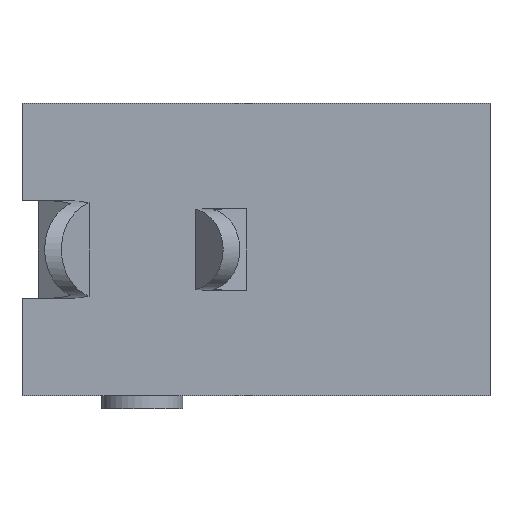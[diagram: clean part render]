
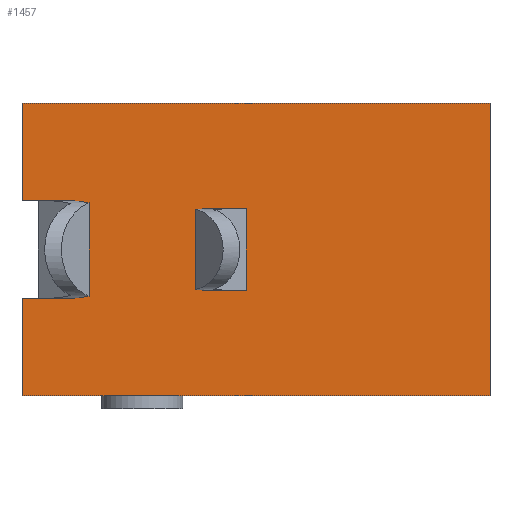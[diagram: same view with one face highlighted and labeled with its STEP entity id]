
A CAD part, front view. The second image highlights one B-rep face of the part: STEP entity #1457.
In plain terms, the highlighted planar face has unit normal (0, -1, 0).
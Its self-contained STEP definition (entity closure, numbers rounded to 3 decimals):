
#4 = CARTESIAN_POINT ( 'NONE',  ( 0., -6.5, 4.5 ) ) ;
#10 = DIRECTION ( 'NONE',  ( 1., 0., 0. ) ) ;
#13 = CARTESIAN_POINT ( 'NONE',  ( 0., -6.5, 4.5 ) ) ;
#63 = CARTESIAN_POINT ( 'NONE',  ( 0., -6.5, -4.5 ) ) ;
#119 = VERTEX_POINT ( 'NONE', #739 ) ;
#141 = EDGE_CURVE ( 'NONE', #119, #747, #951, .T. ) ;
#146 = CARTESIAN_POINT ( 'NONE',  ( -13.9, -6.5, 1.5 ) ) ;
#176 = ORIENTED_EDGE ( 'NONE', *, *, #141, .T. ) ;
#207 = ORIENTED_EDGE ( 'NONE', *, *, #1812, .T. ) ;
#232 = CARTESIAN_POINT ( 'NONE',  ( -14.4, -6.5, 1.5 ) ) ;
#264 = AXIS2_PLACEMENT_3D ( 'NONE', #146, #1832, #1275 ) ;
#298 = VECTOR ( 'NONE', #1225, 1000. ) ;
#312 = LINE ( 'NONE', #979, #1534 ) ;
#337 = VECTOR ( 'NONE', #344, 1000. ) ;
#343 = LINE ( 'NONE', #918, #1031 ) ;
#344 = DIRECTION ( 'NONE',  ( 0., 0., -1. ) ) ;
#367 = FACE_OUTER_BOUND ( 'NONE', #1921, .T. ) ;
#384 = LINE ( 'NONE', #501, #337 ) ;
#438 = LINE ( 'NONE', #942, #1693 ) ;
#480 = VERTEX_POINT ( 'NONE', #1792 ) ;
#493 = CARTESIAN_POINT ( 'NONE',  ( -13.5, -6.5, 1.5 ) ) ;
#501 = CARTESIAN_POINT ( 'NONE',  ( -14.4, -6.5, 4.5 ) ) ;
#561 = DIRECTION ( 'NONE',  ( -1., 0., 0. ) ) ;
#584 = ORIENTED_EDGE ( 'NONE', *, *, #1264, .T. ) ;
#663 = DIRECTION ( 'NONE',  ( 1., 0., 0. ) ) ;
#704 = EDGE_CURVE ( 'NONE', #1249, #1844, #1204, .T. ) ;
#710 = DIRECTION ( 'NONE',  ( 1., 0., 0. ) ) ;
#739 = CARTESIAN_POINT ( 'NONE',  ( -13.5, -6.5, 1.5 ) ) ;
#741 = CARTESIAN_POINT ( 'NONE',  ( -13.5, -6.5, -1.5 ) ) ;
#747 = VERTEX_POINT ( 'NONE', #741 ) ;
#819 = ORIENTED_EDGE ( 'NONE', *, *, #1420, .T. ) ;
#918 = CARTESIAN_POINT ( 'NONE',  ( -14.4, -6.5, -4.5 ) ) ;
#942 = CARTESIAN_POINT ( 'NONE',  ( -14.4, -6.5, 4.5 ) ) ;
#951 = LINE ( 'NONE', #493, #298 ) ;
#952 = VECTOR ( 'NONE', #1054, 1000. ) ;
#979 = CARTESIAN_POINT ( 'NONE',  ( -13.9, -6.5, 1.5 ) ) ;
#992 = VECTOR ( 'NONE', #561, 1000. ) ;
#1031 = VECTOR ( 'NONE', #10, 1000. ) ;
#1054 = DIRECTION ( 'NONE',  ( 0., 0., -1. ) ) ;
#1118 = PLANE ( 'NONE',  #264 ) ;
#1123 = VERTEX_POINT ( 'NONE', #232 ) ;
#1149 = EDGE_CURVE ( 'NONE', #1844, #1260, #1580, .T. ) ;
#1159 = DIRECTION ( 'NONE',  ( 0., 0., -1. ) ) ;
#1204 = LINE ( 'NONE', #1577, #1836 ) ;
#1209 = ORIENTED_EDGE ( 'NONE', *, *, #1149, .F. ) ;
#1222 = ORIENTED_EDGE ( 'NONE', *, *, #1515, .T. ) ;
#1225 = DIRECTION ( 'NONE',  ( 0., 0., -1. ) ) ;
#1249 = VERTEX_POINT ( 'NONE', #1716 ) ;
#1260 = VERTEX_POINT ( 'NONE', #63 ) ;
#1264 = EDGE_CURVE ( 'NONE', #1123, #119, #312, .T. ) ;
#1275 = DIRECTION ( 'NONE',  ( 0., 0., -1. ) ) ;
#1298 = VERTEX_POINT ( 'NONE', #1491 ) ;
#1420 = EDGE_CURVE ( 'NONE', #747, #1298, #1682, .T. ) ;
#1457 = ADVANCED_FACE ( 'NONE', ( #367 ), #1118, .T. ) ;
#1464 = ORIENTED_EDGE ( 'NONE', *, *, #704, .F. ) ;
#1491 = CARTESIAN_POINT ( 'NONE',  ( -14.4, -6.5, -1.5 ) ) ;
#1500 = ORIENTED_EDGE ( 'NONE', *, *, #1521, .T. ) ;
#1515 = EDGE_CURVE ( 'NONE', #1298, #480, #384, .T. ) ;
#1521 = EDGE_CURVE ( 'NONE', #480, #1260, #343, .T. ) ;
#1534 = VECTOR ( 'NONE', #663, 1000. ) ;
#1577 = CARTESIAN_POINT ( 'NONE',  ( -14.4, -6.5, 4.5 ) ) ;
#1580 = LINE ( 'NONE', #4, #952 ) ;
#1682 = LINE ( 'NONE', #1787, #992 ) ;
#1693 = VECTOR ( 'NONE', #1159, 1000. ) ;
#1716 = CARTESIAN_POINT ( 'NONE',  ( -14.4, -6.5, 4.5 ) ) ;
#1787 = CARTESIAN_POINT ( 'NONE',  ( -13.9, -6.5, -1.5 ) ) ;
#1792 = CARTESIAN_POINT ( 'NONE',  ( -14.4, -6.5, -4.5 ) ) ;
#1812 = EDGE_CURVE ( 'NONE', #1249, #1123, #438, .T. ) ;
#1832 = DIRECTION ( 'NONE',  ( 0., -1., 0. ) ) ;
#1836 = VECTOR ( 'NONE', #710, 1000. ) ;
#1844 = VERTEX_POINT ( 'NONE', #13 ) ;
#1921 = EDGE_LOOP ( 'NONE', ( #1464, #207, #584, #176, #819, #1222, #1500, #1209 ) ) ;
